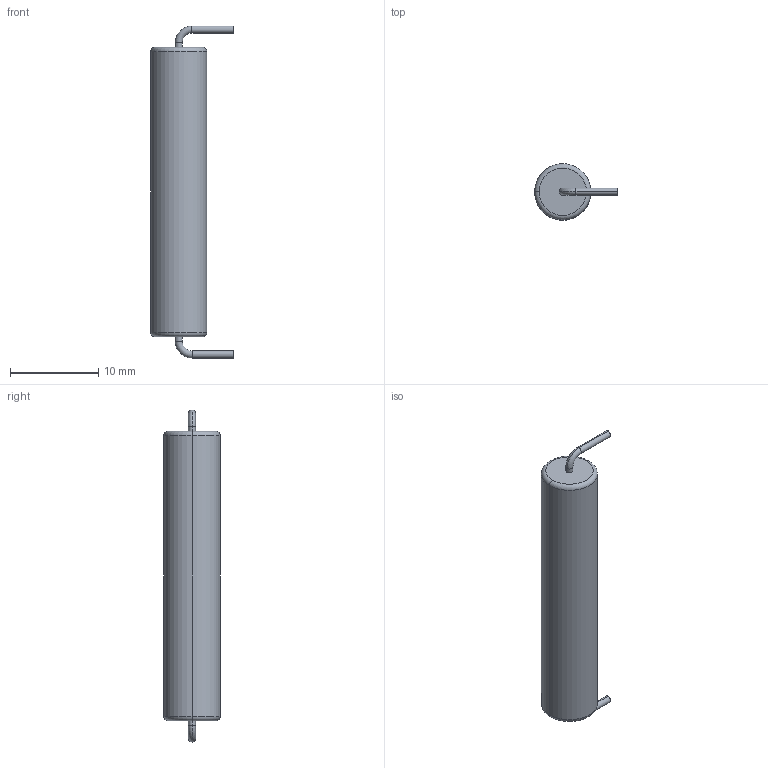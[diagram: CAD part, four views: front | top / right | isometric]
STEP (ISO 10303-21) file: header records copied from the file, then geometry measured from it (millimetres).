
FILE_DESCRIPTION (( 'STEP AP214' ), '1' );
FILE_NAME ('悵玸佪-竘褐宒.STEP', '2025-10-28T01:49:03', ( '' ), ( '' ), 'SwSTEP 2.0', 'SolidWorks 2022', '' );
FILE_SCHEMA (( 'AUTOMOTIVE_DESIGN' ));
Length unit declared in the file: millimetre
Products named in the file (1): 保险丝-引脚式
Bounding box: 9.35 x 6.35 x 37.52 mm (x, y, z)
Volume: 1041.7 mm3; surface area: 745.1 mm2
Topology: 1 solids, 1 shells, 22 faces, 42 edges, 24 vertices
Faces by surface type: cylinder 10, torus 8, plane 4
Entity records: 596 total; most frequent: DIRECTION 120, CARTESIAN_POINT 89, ORIENTED_EDGE 84, AXIS2_PLACEMENT_3D 55, EDGE_CURVE 42, CIRCLE 32, VERTEX_POINT 24, EDGE_LOOP 24
